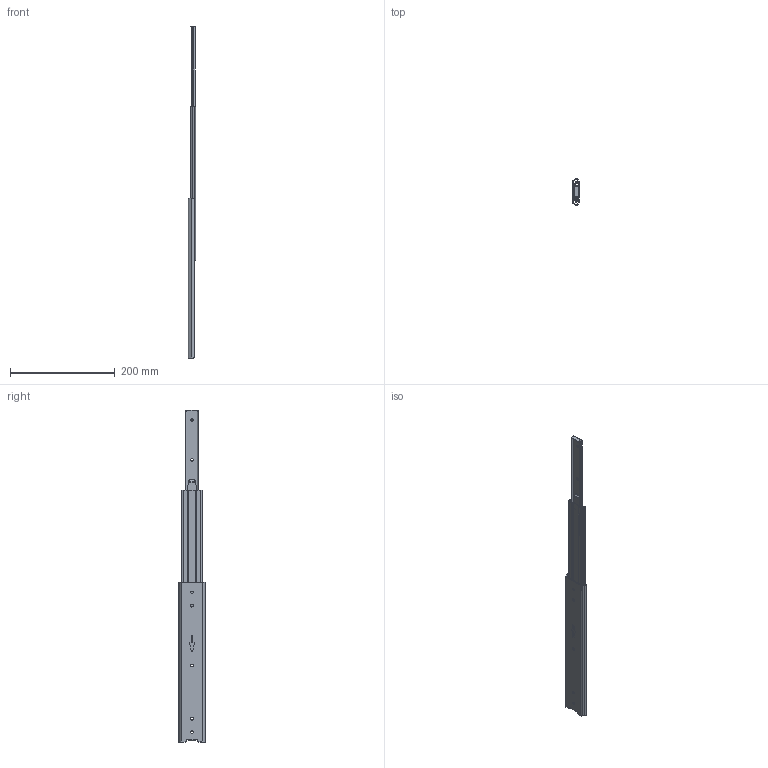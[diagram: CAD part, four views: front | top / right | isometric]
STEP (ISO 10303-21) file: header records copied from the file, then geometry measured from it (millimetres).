
FILE_DESCRIPTION (( 'STEP AP203' ), '1' );
FILE_NAME ('Y515_12.STEP', '2021-09-15T07:48:56', ( '' ), ( '' ), 'SwSTEP 2.0', 'SolidWorks 2019', '' );
FILE_SCHEMA (( 'CONFIG_CONTROL_DESIGN' ));
Length unit declared in the file: millimetre
Products named in the file (8): Y515_12 CM; フリッパーロックKB09; Y515_12 OM; PN102リベット; PN81バネ（圧縮）; Y515_12 IM; PN87（カシメ）; Y515_12
Assembly tree (8 placements, depth 2):
  Y515_12
    Y515_12 OM
    Y515_12 CM
    フリッパーロックKB09
    PN87（カシメ）
    Y515_12 IM
    PN81バネ（圧縮）
    PN102リベット  x2
Bounding box: 13.4 x 50.78 x 633.7 mm (x, y, z)
Volume: 83169.2 mm3; surface area: 109586 mm2
Topology: 9 solids, 9 shells, 324 faces, 904 edges, 600 vertices
Faces by surface type: plane 162, cylinder 156, bspline 4, torus 2
Entity records: 11696 total; most frequent: CARTESIAN_POINT 2350, DIRECTION 1790, ORIENTED_EDGE 1784, EDGE_CURVE 892, AXIS2_PLACEMENT_3D 612, VERTEX_POINT 592, LINE 566, VECTOR 566
